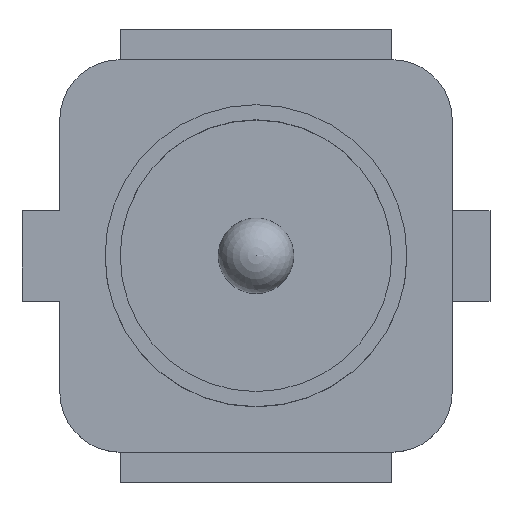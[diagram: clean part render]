
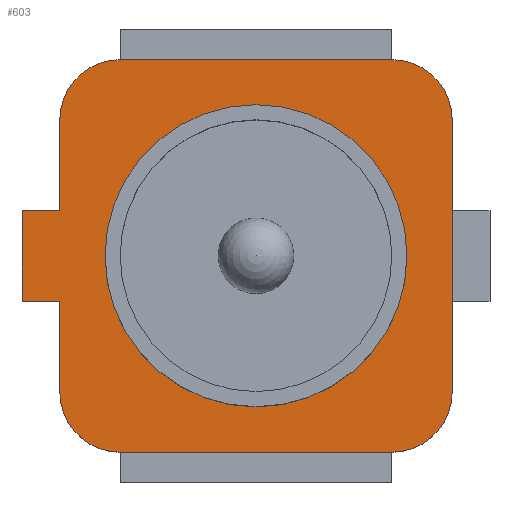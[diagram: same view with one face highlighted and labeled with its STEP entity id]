
A CAD part, top view. The second image highlights one B-rep face of the part: STEP entity #603.
In plain terms, the highlighted planar face has unit normal (0, 0, 1).
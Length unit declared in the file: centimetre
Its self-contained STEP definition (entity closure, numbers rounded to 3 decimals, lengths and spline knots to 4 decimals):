
#56=CIRCLE('',#631,0.1);
#57=CIRCLE('',#642,0.04);
#59=CIRCLE('',#646,0.04);
#61=CIRCLE('',#650,0.04);
#63=CIRCLE('',#654,0.04);
#94=VERTEX_POINT('',#1059);
#97=VERTEX_POINT('',#1066);
#98=VERTEX_POINT('',#1068);
#101=VERTEX_POINT('',#1075);
#102=VERTEX_POINT('',#1077);
#111=VERTEX_POINT('',#1109);
#112=VERTEX_POINT('',#1110);
#114=VERTEX_POINT('',#1116);
#115=VERTEX_POINT('',#1119);
#117=VERTEX_POINT('',#1126);
#119=VERTEX_POINT('',#1131);
#120=VERTEX_POINT('',#1135);
#121=VERTEX_POINT('',#1138);
#148=VECTOR('',#730,1.);
#152=VECTOR('',#735,1.);
#155=VECTOR('',#739,1.);
#169=VECTOR('',#765,1.);
#172=VECTOR('',#775,1.);
#174=VECTOR('',#784,1.);
#176=VECTOR('',#793,1.);
#203=LINE('',#1067,#148);
#207=LINE('',#1076,#152);
#210=LINE('',#1081,#155);
#224=LINE('',#1115,#169);
#227=LINE('',#1125,#172);
#229=LINE('',#1134,#174);
#231=LINE('',#1143,#176);
#268=EDGE_CURVE('',#94,#94,#56,.T.);
#271=EDGE_CURVE('',#98,#97,#203,.T.);
#275=EDGE_CURVE('',#102,#101,#207,.T.);
#278=EDGE_CURVE('',#101,#98,#210,.T.);
#291=EDGE_CURVE('',#111,#112,#57,.T.);
#295=EDGE_CURVE('',#112,#114,#224,.T.);
#297=EDGE_CURVE('',#114,#115,#59,.T.);
#301=EDGE_CURVE('',#115,#117,#227,.T.);
#304=EDGE_CURVE('',#117,#119,#61,.T.);
#307=EDGE_CURVE('',#119,#120,#229,.T.);
#309=EDGE_CURVE('',#120,#121,#63,.T.);
#312=EDGE_CURVE('',#102,#111,#231,.T.);
#314=EDGE_CURVE('',#121,#97,#231,.T.);
#449=ORIENTED_EDGE('',*,*,#268,.T.);
#450=ORIENTED_EDGE('',*,*,#291,.F.);
#451=ORIENTED_EDGE('',*,*,#312,.F.);
#452=ORIENTED_EDGE('',*,*,#275,.T.);
#453=ORIENTED_EDGE('',*,*,#278,.T.);
#454=ORIENTED_EDGE('',*,*,#271,.T.);
#455=ORIENTED_EDGE('',*,*,#314,.F.);
#456=ORIENTED_EDGE('',*,*,#309,.F.);
#457=ORIENTED_EDGE('',*,*,#307,.F.);
#458=ORIENTED_EDGE('',*,*,#304,.F.);
#459=ORIENTED_EDGE('',*,*,#301,.F.);
#460=ORIENTED_EDGE('',*,*,#297,.F.);
#461=ORIENTED_EDGE('',*,*,#295,.F.);
#520=EDGE_LOOP('',(#449));
#521=EDGE_LOOP('',(#450,#451,#452,#453,#454,#455,#456,#457,#458,#459,#460,
#461));
#565=FACE_BOUND('',#520,.T.);
#566=FACE_BOUND('',#521,.T.);
#603=ADVANCED_FACE('',(#565,#566),#1170,.T.);
#631=AXIS2_PLACEMENT_3D('',#1058,#724,#725);
#642=AXIS2_PLACEMENT_3D('',#1108,#759,#760);
#646=AXIS2_PLACEMENT_3D('',#1118,#768,#769);
#650=AXIS2_PLACEMENT_3D('',#1130,#779,#780);
#654=AXIS2_PLACEMENT_3D('',#1137,#787,#788);
#657=AXIS2_PLACEMENT_3D('',#1145,#795,$);
#724=DIRECTION('',(0.,0.,-1.));
#725=DIRECTION('',(0.1,0.,0.));
#730=DIRECTION('',(1.,0.,0.));
#735=DIRECTION('',(-1.,0.,0.));
#739=DIRECTION('',(0.,-1.,0.));
#759=DIRECTION('',(0.,0.,-1.));
#760=DIRECTION('',(0.04,0.,0.));
#765=DIRECTION('',(1.,0.,0.));
#768=DIRECTION('',(0.,0.,-1.));
#769=DIRECTION('',(0.04,0.,0.));
#775=DIRECTION('',(0.,-1.,0.));
#779=DIRECTION('',(0.,0.,-1.));
#780=DIRECTION('',(0.04,0.,0.));
#784=DIRECTION('',(-1.,0.,0.));
#787=DIRECTION('',(0.,0.,-1.));
#788=DIRECTION('',(0.04,0.,0.));
#793=DIRECTION('',(0.,1.,0.));
#795=DIRECTION('',(0.,0.,1.));
#1058=CARTESIAN_POINT('',(0.,0.,0.035));
#1059=CARTESIAN_POINT('',(0.1,0.,0.035));
#1066=CARTESIAN_POINT('',(-0.13,-0.03,0.035));
#1067=CARTESIAN_POINT('',(-0.155,-0.03,0.035));
#1068=CARTESIAN_POINT('',(-0.155,-0.03,0.035));
#1075=CARTESIAN_POINT('',(-0.155,0.03,0.035));
#1076=CARTESIAN_POINT('',(-0.13,0.03,0.035));
#1077=CARTESIAN_POINT('',(-0.13,0.03,0.035));
#1081=CARTESIAN_POINT('',(-0.155,0.03,0.035));
#1108=CARTESIAN_POINT('',(-0.09,0.09,0.035));
#1109=CARTESIAN_POINT('',(-0.13,0.09,0.035));
#1110=CARTESIAN_POINT('',(-0.09,0.13,0.035));
#1115=CARTESIAN_POINT('',(0.09,0.13,0.035));
#1116=CARTESIAN_POINT('',(0.09,0.13,0.035));
#1118=CARTESIAN_POINT('',(0.09,0.09,0.035));
#1119=CARTESIAN_POINT('',(0.13,0.09,0.035));
#1125=CARTESIAN_POINT('',(0.13,-0.09,0.035));
#1126=CARTESIAN_POINT('',(0.13,-0.09,0.035));
#1130=CARTESIAN_POINT('',(0.09,-0.09,0.035));
#1131=CARTESIAN_POINT('',(0.09,-0.13,0.035));
#1134=CARTESIAN_POINT('',(-0.09,-0.13,0.035));
#1135=CARTESIAN_POINT('',(-0.09,-0.13,0.035));
#1137=CARTESIAN_POINT('',(-0.09,-0.09,0.035));
#1138=CARTESIAN_POINT('',(-0.13,-0.09,0.035));
#1143=CARTESIAN_POINT('',(-0.13,0.09,0.035));
#1145=CARTESIAN_POINT('',(0.,0.,0.035));
#1170=PLANE('',#657);
